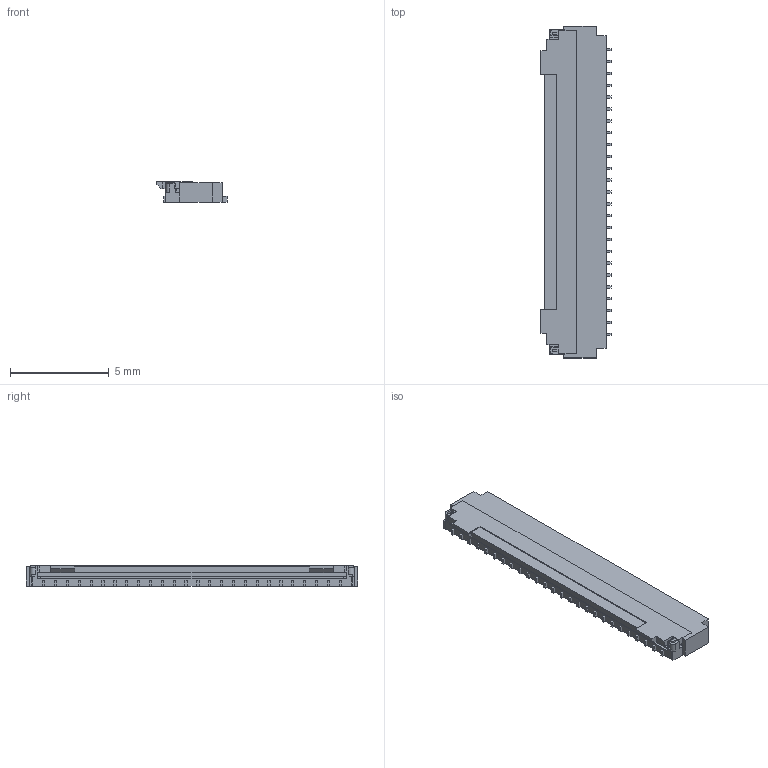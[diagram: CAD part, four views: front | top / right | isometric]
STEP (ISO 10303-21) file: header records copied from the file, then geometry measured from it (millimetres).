
FILE_DESCRIPTION(('FreeCAD Model'),'2;1');
FILE_NAME('Open CASCADE Shape Model','2023-08-10T16:48:58',(''),(''), 'Open CASCADE STEP processor 7.6','FreeCAD','Unknown');
FILE_SCHEMA(('AP242_MANAGED_MODEL_BASED_3D_ENGINEERING_MIM_LF. {1 0 10303 442 1 1 4 }'));
Length unit declared in the file: millimetre
Products named in the file (4): Hirose_FH26_xxS_0_3SHW_2Rows_xxPins_1MP_P0_60mm_Horizontal_Parametric; body; lock; pins
Assembly tree (3 placements, depth 2):
  Hirose_FH26_xxS_0_3SHW_2Rows_xxPins_1MP_P0_60mm_Horizontal_Parametric
    body
    lock
    pins
Bounding box: 3.55 x 16.8 x 1.05 mm (x, y, z)
Volume: 61.4 mm3; surface area: 313.6 mm2
Topology: 3 solids, 3 shells, 398 faces, 1130 edges, 734 vertices
Faces by surface type: plane 394, cylinder 4
Entity records: 12682 total; most frequent: CARTESIAN_POINT 2266, ORIENTED_EDGE 2260, DIRECTION 1944, EDGE_CURVE 1130, LINE 1120, VECTOR 1120, VERTEX_POINT 734, AXIS2_PLACEMENT_3D 412
